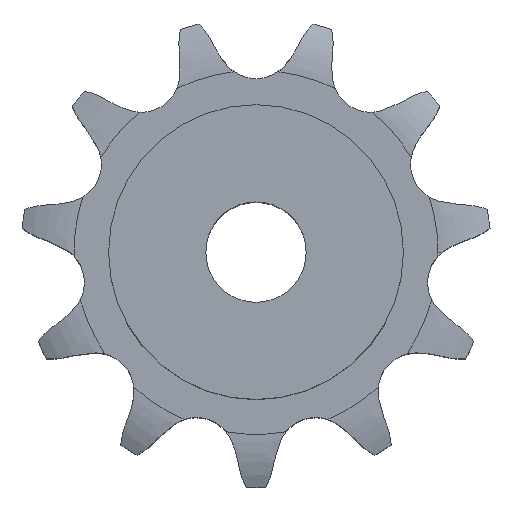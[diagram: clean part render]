
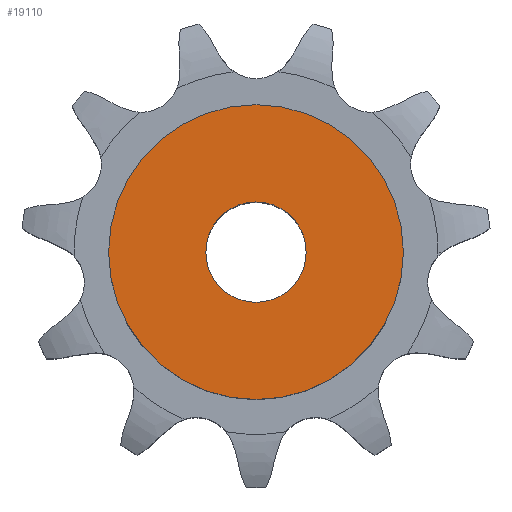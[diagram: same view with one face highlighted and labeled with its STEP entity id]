
A CAD part, top view. The second image highlights one B-rep face of the part: STEP entity #19110.
In plain terms, the highlighted planar face has unit normal (0, 0, 1).
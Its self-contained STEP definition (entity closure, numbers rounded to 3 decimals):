
#10306 = CYLINDRICAL_SURFACE('',#10307,8.);
#10307 = AXIS2_PLACEMENT_3D('',#10308,#10309,#10310);
#10308 = CARTESIAN_POINT('',(0.,0.,132.793));
#10309 = DIRECTION('',(0.,0.,1.));
#10310 = DIRECTION('',(1.,0.,0.));
#13091 = EDGE_CURVE('',#13092,#13092,#13094,.T.);
#13092 = VERTEX_POINT('',#13093);
#13093 = CARTESIAN_POINT('',(8.,0.,50.));
#13094 = SURFACE_CURVE('',#13095,(#13100,#13107),.PCURVE_S1.);
#13095 = CIRCLE('',#13096,8.);
#13096 = AXIS2_PLACEMENT_3D('',#13097,#13098,#13099);
#13097 = CARTESIAN_POINT('',(0.,0.,50.));
#13098 = DIRECTION('',(0.,0.,1.));
#13099 = DIRECTION('',(1.,0.,0.));
#13100 = PCURVE('',#10306,#13101);
#13101 = DEFINITIONAL_REPRESENTATION('',(#13102),#13106);
#13102 = LINE('',#13103,#13104);
#13103 = CARTESIAN_POINT('',(0.,-82.793));
#13104 = VECTOR('',#13105,1.);
#13105 = DIRECTION('',(1.,0.));
#13106 = ( GEOMETRIC_REPRESENTATION_CONTEXT(2) 
PARAMETRIC_REPRESENTATION_CONTEXT() REPRESENTATION_CONTEXT('2D SPACE',''
  ) );
#13107 = PCURVE('',#13108,#13113);
#13108 = PLANE('',#13109);
#13109 = AXIS2_PLACEMENT_3D('',#13110,#13111,#13112);
#13110 = CARTESIAN_POINT('',(0.,0.,50.)
  );
#13111 = DIRECTION('',(0.,0.,1.));
#13112 = DIRECTION('',(1.,0.,0.));
#13113 = DEFINITIONAL_REPRESENTATION('',(#13114),#13118);
#13114 = CIRCLE('',#13115,8.);
#13115 = AXIS2_PLACEMENT_2D('',#13116,#13117);
#13116 = CARTESIAN_POINT('',(0.,0.));
#13117 = DIRECTION('',(1.,0.));
#13118 = ( GEOMETRIC_REPRESENTATION_CONTEXT(2) 
PARAMETRIC_REPRESENTATION_CONTEXT() REPRESENTATION_CONTEXT('2D SPACE',''
  ) );
#19110 = ADVANCED_FACE('',(#19111,#19142),#13108,.T.);
#19111 = FACE_BOUND('',#19112,.T.);
#19112 = EDGE_LOOP('',(#19113));
#19113 = ORIENTED_EDGE('',*,*,#19114,.T.);
#19114 = EDGE_CURVE('',#19115,#19115,#19117,.T.);
#19115 = VERTEX_POINT('',#19116);
#19116 = CARTESIAN_POINT('',(23.5,0.,50.));
#19117 = SURFACE_CURVE('',#19118,(#19123,#19130),.PCURVE_S1.);
#19118 = CIRCLE('',#19119,23.5);
#19119 = AXIS2_PLACEMENT_3D('',#19120,#19121,#19122);
#19120 = CARTESIAN_POINT('',(0.,0.,50.));
#19121 = DIRECTION('',(0.,0.,1.));
#19122 = DIRECTION('',(1.,0.,0.));
#19123 = PCURVE('',#13108,#19124);
#19124 = DEFINITIONAL_REPRESENTATION('',(#19125),#19129);
#19125 = CIRCLE('',#19126,23.5);
#19126 = AXIS2_PLACEMENT_2D('',#19127,#19128);
#19127 = CARTESIAN_POINT('',(0.,0.));
#19128 = DIRECTION('',(1.,0.));
#19129 = ( GEOMETRIC_REPRESENTATION_CONTEXT(2) 
PARAMETRIC_REPRESENTATION_CONTEXT() REPRESENTATION_CONTEXT('2D SPACE',''
  ) );
#19130 = PCURVE('',#19131,#19136);
#19131 = CYLINDRICAL_SURFACE('',#19132,23.5);
#19132 = AXIS2_PLACEMENT_3D('',#19133,#19134,#19135);
#19133 = CARTESIAN_POINT('',(0.,0.,0.));
#19134 = DIRECTION('',(-0.,-0.,-1.));
#19135 = DIRECTION('',(1.,0.,0.));
#19136 = DEFINITIONAL_REPRESENTATION('',(#19137),#19141);
#19137 = LINE('',#19138,#19139);
#19138 = CARTESIAN_POINT('',(-0.,-50.));
#19139 = VECTOR('',#19140,1.);
#19140 = DIRECTION('',(-1.,0.));
#19141 = ( GEOMETRIC_REPRESENTATION_CONTEXT(2) 
PARAMETRIC_REPRESENTATION_CONTEXT() REPRESENTATION_CONTEXT('2D SPACE',''
  ) );
#19142 = FACE_BOUND('',#19143,.T.);
#19143 = EDGE_LOOP('',(#19144));
#19144 = ORIENTED_EDGE('',*,*,#13091,.F.);
